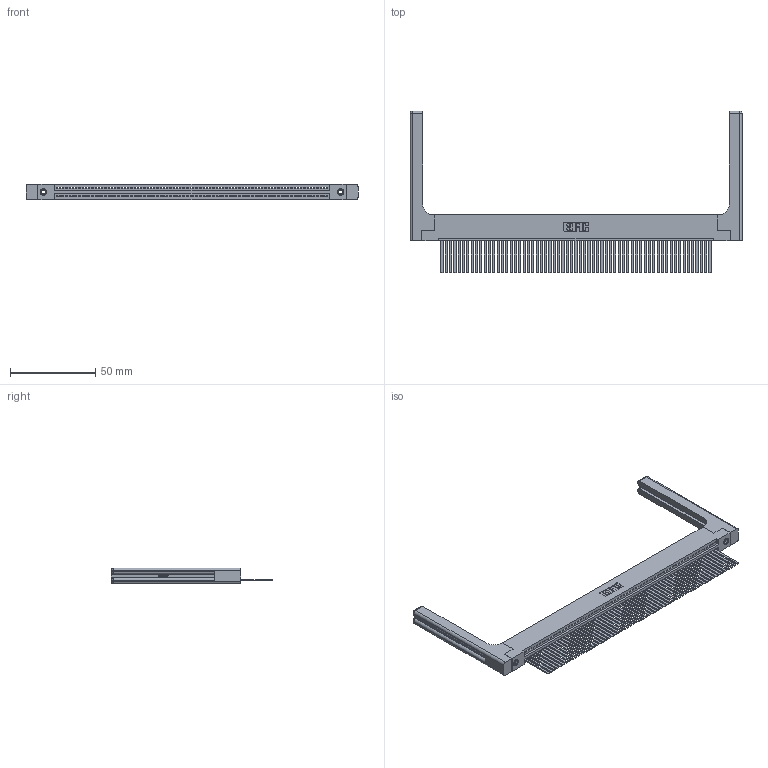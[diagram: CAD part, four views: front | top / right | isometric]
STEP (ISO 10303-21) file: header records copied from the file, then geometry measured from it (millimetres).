
FILE_DESCRIPTION (( 'STEP AP203' ), '1' );
FILE_NAME ('395-063-544-158.STEP', '2019-10-24T23:13:21', ( '' ), ( '' ), 'SwSTEP 2.0', 'SolidWorks 2016', '' );
FILE_SCHEMA (( 'CONFIG_CONTROL_DESIGN' ));
Length unit declared in the file: inch
Products named in the file (5): 395-063-544-158; 345-250-001_345-250-001-102; 345-292-001_345-293-144; 345-220-058_345-220-058; 345 Part_Flush Mounting Lugs - 0.156 Dia-TH
Assembly tree (68 placements, depth 2):
  395-063-544-158
    345 Part_Flush Mounting Lugs - 0.156 Dia-TH
    345-292-001_345-293-144  x63
    345-250-001_345-250-001-102  x2
    345-220-058_345-220-058  x2
Bounding box: 195.05 x 94.92 x 9.4 mm (x, y, z)
Volume: 27932.3 mm3; surface area: 33598.6 mm2
Topology: 68 solids, 68 shells, 3658 faces, 10961 edges, 7202 vertices
Faces by surface type: plane 2496, cylinder 1102, bspline 36, cone 12, sphere 8, torus 4
Entity records: 49586 total; most frequent: CARTESIAN_POINT 9558, ORIENTED_EDGE 8352, DIRECTION 7262, EDGE_CURVE 4176, VECTOR 3704, LINE 3704, VERTEX_POINT 2774, AXIS2_PLACEMENT_3D 1779
